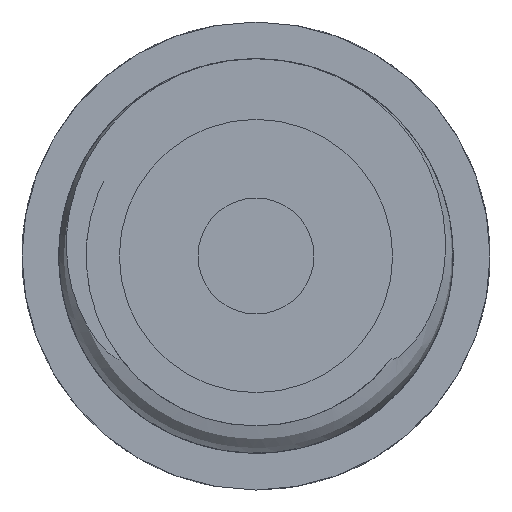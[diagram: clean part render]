
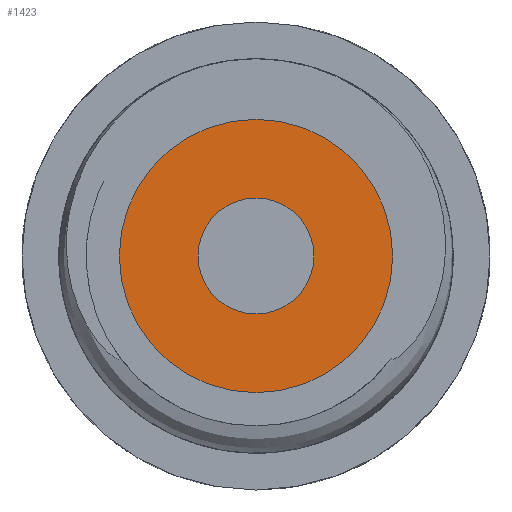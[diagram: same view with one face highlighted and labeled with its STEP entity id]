
A CAD part, left-side view. The second image highlights one B-rep face of the part: STEP entity #1423.
In plain terms, the highlighted planar face has unit normal (-1, 0, 0).
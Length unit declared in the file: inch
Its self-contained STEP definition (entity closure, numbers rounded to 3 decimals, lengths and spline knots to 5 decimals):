
#405 = EDGE_CURVE ( 'NONE', #499, #1158, #564, .T. ) ;
#499 = VERTEX_POINT ( 'NONE', #6512 ) ;
#564 = CIRCLE ( 'NONE', #5719, 0.0885 ) ;
#782 = CARTESIAN_POINT ( 'NONE',  ( 0.2, 0., 0. ) ) ;
#1105 = DIRECTION ( 'NONE',  ( 0., 0., -1. ) ) ;
#1158 = VERTEX_POINT ( 'NONE', #1360 ) ;
#1249 = VERTEX_POINT ( 'NONE', #2048 ) ;
#1352 = PLANE ( 'NONE',  #4449 ) ;
#1360 = CARTESIAN_POINT ( 'NONE',  ( 0.2, 0., -0.0885 ) ) ;
#1423 = ADVANCED_FACE ( 'NONE', ( #2209, #5249 ), #1352, .F. ) ;
#1444 = AXIS2_PLACEMENT_3D ( 'NONE', #782, #4681, #5219 ) ;
#1622 = DIRECTION ( 'NONE',  ( 1., 0., 0. ) ) ;
#1711 = CIRCLE ( 'NONE', #4329, 0.0885 ) ;
#2048 = CARTESIAN_POINT ( 'NONE',  ( 0.2, 0., -0.0375 ) ) ;
#2209 = FACE_BOUND ( 'NONE', #3289, .T. ) ;
#2631 = DIRECTION ( 'NONE',  ( 1., 0., 0. ) ) ;
#3002 = VERTEX_POINT ( 'NONE', #5374 ) ;
#3185 = CARTESIAN_POINT ( 'NONE',  ( 0.2, 0., 0. ) ) ;
#3216 = CARTESIAN_POINT ( 'NONE',  ( 0.2, 0., 0. ) ) ;
#3289 = EDGE_LOOP ( 'NONE', ( #5492, #5100 ) ) ;
#3392 = DIRECTION ( 'NONE',  ( 1., 0., 0. ) ) ;
#3427 = CARTESIAN_POINT ( 'NONE',  ( 0.2, 0., 0. ) ) ;
#3806 = DIRECTION ( 'NONE',  ( 0., 0., -1. ) ) ;
#4018 = EDGE_CURVE ( 'NONE', #1158, #499, #1711, .T. ) ;
#4329 = AXIS2_PLACEMENT_3D ( 'NONE', #3185, #1622, #5732 ) ;
#4449 = AXIS2_PLACEMENT_3D ( 'NONE', #5747, #6204, #3806 ) ;
#4543 = EDGE_CURVE ( 'NONE', #3002, #1249, #6167, .T. ) ;
#4681 = DIRECTION ( 'NONE',  ( 1., 0., 0. ) ) ;
#4816 = DIRECTION ( 'NONE',  ( 0., 0., -1. ) ) ;
#4914 = CIRCLE ( 'NONE', #6077, 0.0375 ) ;
#5100 = ORIENTED_EDGE ( 'NONE', *, *, #6173, .T. ) ;
#5219 = DIRECTION ( 'NONE',  ( 0., 0., -1. ) ) ;
#5249 = FACE_OUTER_BOUND ( 'NONE', #5349, .T. ) ;
#5349 = EDGE_LOOP ( 'NONE', ( #6369, #5955 ) ) ;
#5374 = CARTESIAN_POINT ( 'NONE',  ( 0.2, 0., 0.0375 ) ) ;
#5492 = ORIENTED_EDGE ( 'NONE', *, *, #4543, .T. ) ;
#5719 = AXIS2_PLACEMENT_3D ( 'NONE', #3427, #3392, #4816 ) ;
#5732 = DIRECTION ( 'NONE',  ( 0., 0., -1. ) ) ;
#5747 = CARTESIAN_POINT ( 'NONE',  ( 0.2, 0., 0. ) ) ;
#5955 = ORIENTED_EDGE ( 'NONE', *, *, #4018, .F. ) ;
#6077 = AXIS2_PLACEMENT_3D ( 'NONE', #3216, #2631, #1105 ) ;
#6167 = CIRCLE ( 'NONE', #1444, 0.0375 ) ;
#6173 = EDGE_CURVE ( 'NONE', #1249, #3002, #4914, .T. ) ;
#6204 = DIRECTION ( 'NONE',  ( 1., 0., 0. ) ) ;
#6369 = ORIENTED_EDGE ( 'NONE', *, *, #405, .F. ) ;
#6512 = CARTESIAN_POINT ( 'NONE',  ( 0.2, 0., 0.0885 ) ) ;
